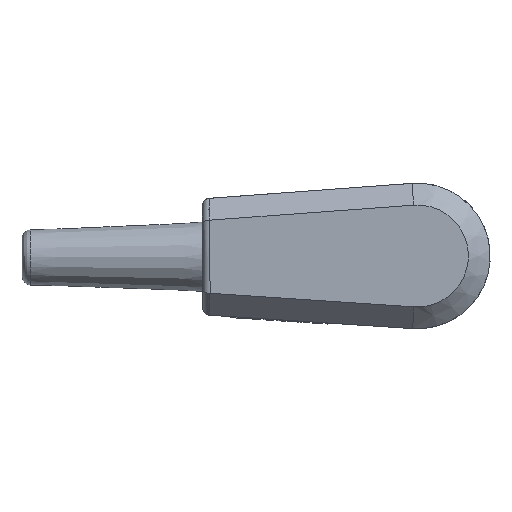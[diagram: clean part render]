
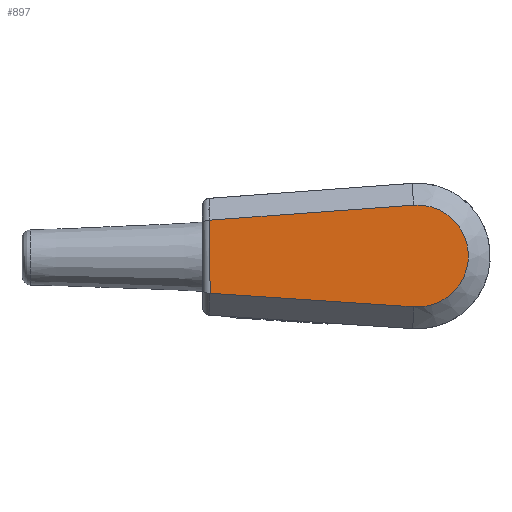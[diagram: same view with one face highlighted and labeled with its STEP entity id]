
A CAD part, left-side view. The second image highlights one B-rep face of the part: STEP entity #897.
In plain terms, the highlighted planar face has unit normal (-1, 0, 0).
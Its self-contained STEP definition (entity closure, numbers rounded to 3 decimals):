
#623=CIRCLE('',#5364,7.);
#897=ADVANCED_FACE('4-0-6',(#1367),#1155,.T.);
#1155=PLANE('',#5365);
#1367=FACE_OUTER_BOUND('',#1608,.T.);
#1608=EDGE_LOOP('',(#2538,#2539,#2540,#2541));
#2538=ORIENTED_EDGE('',*,*,#4041,.T.);
#2539=ORIENTED_EDGE('',*,*,#4042,.T.);
#2540=ORIENTED_EDGE('',*,*,#4043,.T.);
#2541=ORIENTED_EDGE('',*,*,#4044,.T.);
#3457=VERTEX_POINT('',#7993);
#3458=VERTEX_POINT('',#7994);
#3459=VERTEX_POINT('',#7996);
#3460=VERTEX_POINT('',#7998);
#4041=EDGE_CURVE('',#3457,#3458,#4602,.T.);
#4042=EDGE_CURVE('',#3458,#3459,#4603,.T.);
#4043=EDGE_CURVE('',#3459,#3460,#623,.T.);
#4044=EDGE_CURVE('',#3460,#3457,#4604,.T.);
#4602=LINE('',#7992,#5046);
#4603=LINE('',#7995,#5047);
#4604=LINE('',#7999,#5048);
#5046=VECTOR('',#6374,1.);
#5047=VECTOR('',#6375,1.);
#5048=VECTOR('',#6378,1.);
#5364=AXIS2_PLACEMENT_3D('',#7997,#6376,#6377);
#5365=AXIS2_PLACEMENT_3D('',#8000,#6379,#6380);
#6374=DIRECTION('',(0.,-0.004,-1.));
#6375=DIRECTION('',(0.,-0.998,-0.066));
#6376=DIRECTION('',(-1.,0.,0.));
#6377=DIRECTION('',(0.,0.066,-0.998));
#6378=DIRECTION('',(0.,0.997,-0.073));
#6379=DIRECTION('',(-1.,0.,0.));
#6380=DIRECTION('',(0.,-0.004,-1.));
#7992=CARTESIAN_POINT('',(0.,28.518,4.918));
#7993=CARTESIAN_POINT('',(0.,28.518,4.918));
#7994=CARTESIAN_POINT('',(0.,28.481,-5.13));
#7995=CARTESIAN_POINT('',(0.,28.481,-5.13));
#7996=CARTESIAN_POINT('',(0.,0.462,-6.985));
#7997=CARTESIAN_POINT('',(0.,0.,0.));
#7998=CARTESIAN_POINT('',(0.,0.514,6.981));
#7999=CARTESIAN_POINT('',(0.,0.514,6.981));
#8000=CARTESIAN_POINT('',(0.,31.504,7.736));
